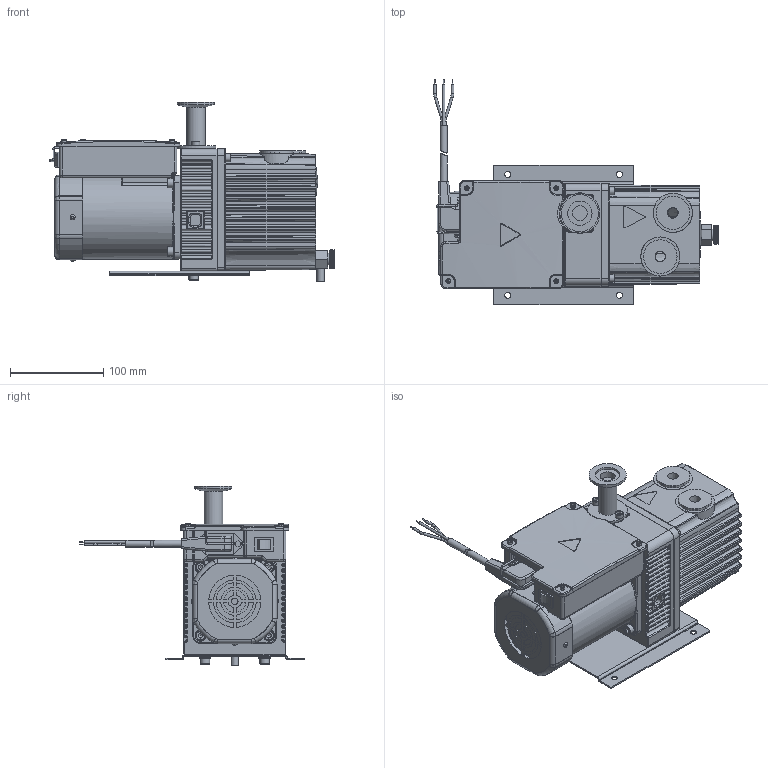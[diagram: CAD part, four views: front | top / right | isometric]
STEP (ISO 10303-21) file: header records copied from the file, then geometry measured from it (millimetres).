
FILE_DESCRIPTION((''),'2;1');
FILE_NAME('GHD-031.stp','2015-07-09T09:43:49',('UJ23342'),(''),'Autodesk Inventor 2010','Autodesk Inventor 2010','');
FILE_SCHEMA(('CONFIG_CONTROL_DESIGN'));
Length unit declared in the file: millimetre
Products named in the file (1): GHD-031
Bounding box: 306.37 x 242 x 193.5 mm (x, y, z)
Volume: 1928225.5 mm3; surface area: 451956 mm2
Topology: 41 solids, 41 shells, 3701 faces, 9135 edges, 5478 vertices
Faces by surface type: cylinder 1240, plane 1205, bspline 586, torus 467, cone 193, sphere 10
Full cylindrical faces by diameter (mm): 1 x3, 1.8 x8, 2.5 x12, 2.8 x7, 2.9 x4, 3 x7, 3.3 x6, 3.4 x2, 3.5 x4, 4 x8, 4.2 x6, 4.5 x4, 5 x17, 5.5 x2, 5.7 x4, 6 x6, 6.5 x10, 7 x9, 7.4 x2, 7.5 x1, 8 x1, 8.5 x6, 9 x5, 9.6 x1, 10 x8, 10.2 x1, 12 x6, 12.5 x1, 13 x2, 16 x1
Entity records: 146113 total; most frequent: CARTESIAN_POINT 59588, DIRECTION 17396, ORIENTED_EDGE 17256, EDGE_CURVE 8628, AXIS2_PLACEMENT_3D 6895, VERTEX_POINT 5420, EDGE_LOOP 4230, FACE_OUTER_BOUND 3701
